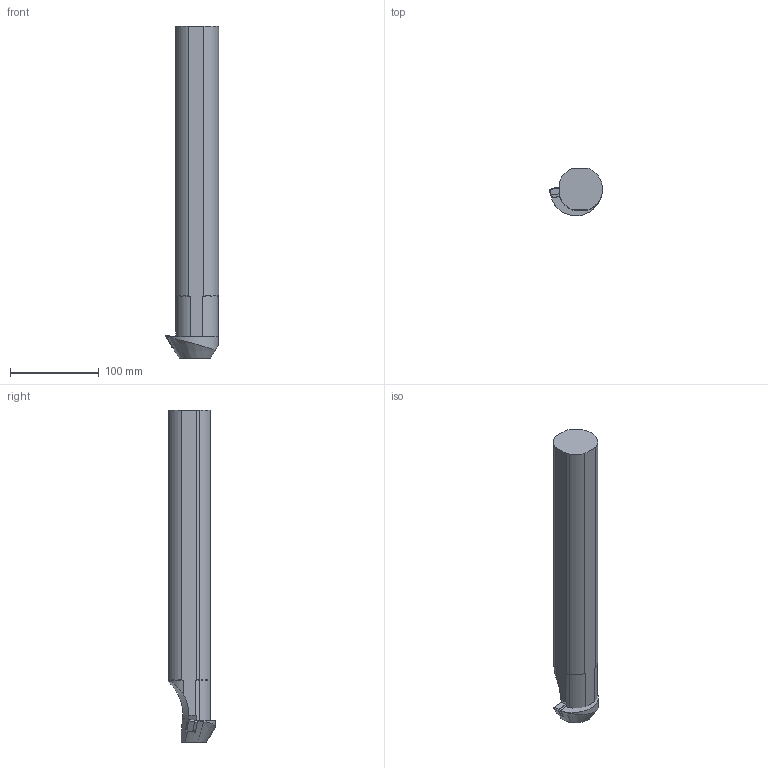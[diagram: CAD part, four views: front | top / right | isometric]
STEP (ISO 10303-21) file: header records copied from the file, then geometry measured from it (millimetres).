
FILE_DESCRIPTION(('CATIA V5 STEP','CAx-IF Rec.Pracs.--- Model Styling and Organization---1.2---2011-12-15'),'2;1');
FILE_NAME('3604947 - S50U PDZNR 15_STPL.stp','2016-08-19T01:17:47+00:00',('none'),('none'),'CATIA Version 5 Release 21 SP 5 (IN-10)','CATIA V5 STEP AP214','none');
FILE_SCHEMA(('AUTOMOTIVE_DESIGN { 1 0 10303 214 1 1 1 1 }'));
Length unit declared in the file: millimetre
Products named in the file (1): S50U PDZNR 15
Bounding box: 59.99 x 53.1 x 375 mm (x, y, z)
Volume: 675796.9 mm3; surface area: 62117.7 mm2
Topology: 2 solids, 2 shells, 55 faces, 157 edges, 107 vertices
Faces by surface type: plane 26, cylinder 22, cone 7
Entity records: 1851 total; most frequent: CARTESIAN_POINT 469, ORIENTED_EDGE 298, DIRECTION 212, EDGE_CURVE 149, VERTEX_POINT 98, AXIS2_PLACEMENT_3D 90, VECTOR 81, LINE 81
